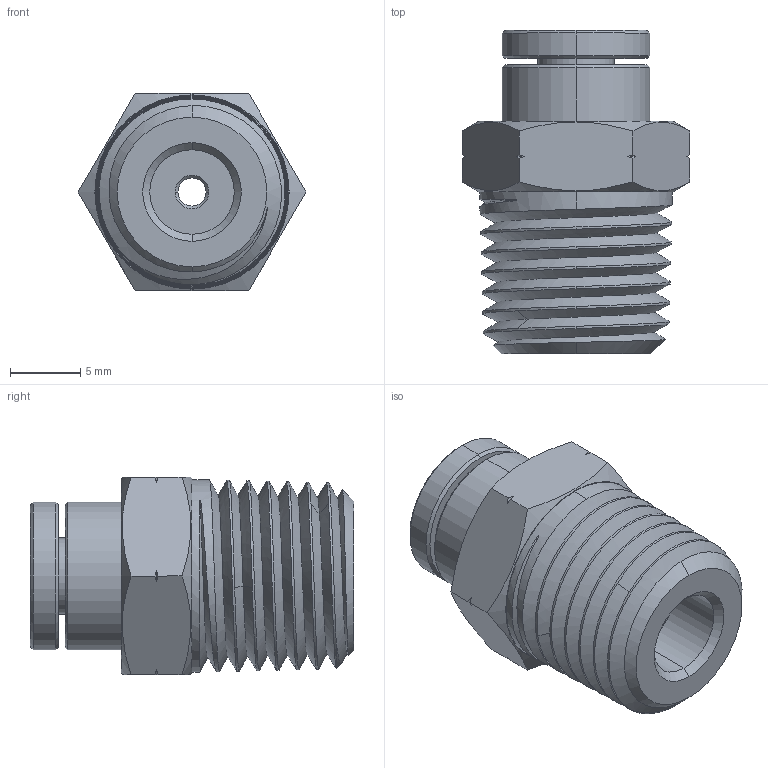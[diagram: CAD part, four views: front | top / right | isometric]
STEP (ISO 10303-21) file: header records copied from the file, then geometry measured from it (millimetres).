
FILE_DESCRIPTION (( 'STEP AP203' ), '1' );
FILE_NAME ('MCS1-8N1-4W.STEP', '2016-10-20T17:51:13', ( '' ), ( '' ), 'SwSTEP 2.0', 'SolidWorks 2016', '' );
FILE_SCHEMA (( 'CONFIG_CONTROL_DESIGN' ));
Products named in the file (1): MCS1-8N1-4W
Bounding box: 16.17 x 22.97 x 14 mm (x, y, z)
Volume: 2367 mm3; surface area: 2978.5 mm2
Topology: 6 solids, 6 shells, 338 faces, 919 edges, 599 vertices
Faces by surface type: cone 126, plane 109, cylinder 58, bspline 45
Entity records: 48351 total; most frequent: CARTESIAN_POINT 40417, ORIENTED_EDGE 1838, DIRECTION 1398, EDGE_CURVE 919, VERTEX_POINT 599, AXIS2_PLACEMENT_3D 578, B_SPLINE_CURVE_WITH_KNOTS 393, EDGE_LOOP 356
